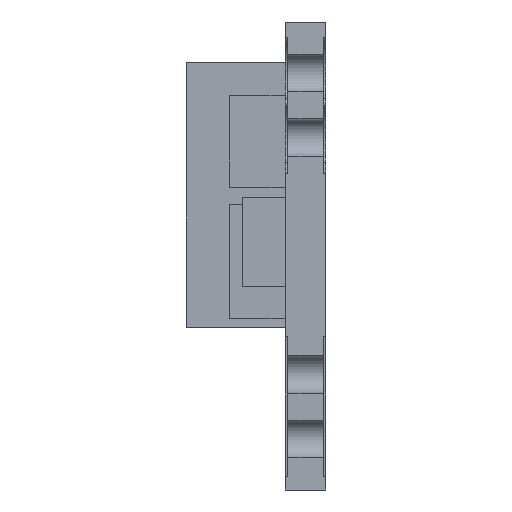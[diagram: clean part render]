
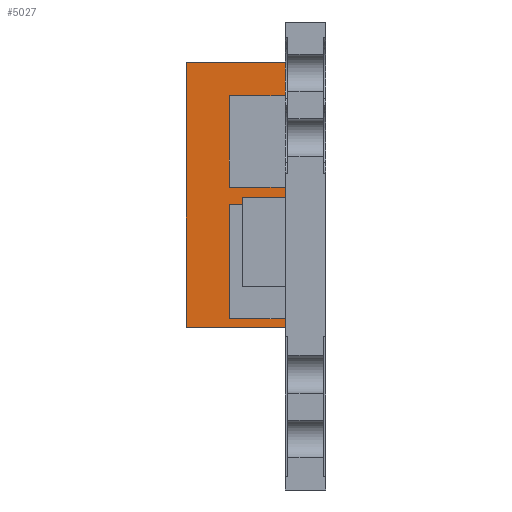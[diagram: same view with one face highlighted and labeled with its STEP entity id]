
A CAD part, left-side view. The second image highlights one B-rep face of the part: STEP entity #5027.
In plain terms, the highlighted planar face has unit normal (-1, 0, 0).
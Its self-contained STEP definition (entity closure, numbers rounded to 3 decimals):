
#566 = CARTESIAN_POINT ( 'NONE',  ( -0.35, 5.5, 0. ) ) ;
#763 = CARTESIAN_POINT ( 'NONE',  ( -0.35, 1.6, 0. ) ) ;
#813 = DIRECTION ( 'NONE',  ( 0., -1., 0. ) ) ;
#841 = CARTESIAN_POINT ( 'NONE',  ( -0.35, 5.5, -2.8 ) ) ;
#905 = ORIENTED_EDGE ( 'NONE', *, *, #2761, .T. ) ;
#972 = DIRECTION ( 'NONE',  ( 0., 0., -1. ) ) ;
#997 = ORIENTED_EDGE ( 'NONE', *, *, #3121, .F. ) ;
#1013 = EDGE_LOOP ( 'NONE', ( #905, #997, #1125, #4175 ) ) ;
#1042 = CARTESIAN_POINT ( 'NONE',  ( -0.35, 5.5, -2.8 ) ) ;
#1125 = ORIENTED_EDGE ( 'NONE', *, *, #3968, .F. ) ;
#1320 = DIRECTION ( 'NONE',  ( 0., -1., 0. ) ) ;
#1327 = CARTESIAN_POINT ( 'NONE',  ( -0.35, 5.5, 7.6 ) ) ;
#1353 = DIRECTION ( 'NONE',  ( 0., 0., 1. ) ) ;
#1366 = CARTESIAN_POINT ( 'NONE',  ( -0.35, 1.6, 7.6 ) ) ;
#1372 = CARTESIAN_POINT ( 'NONE',  ( -0.35, 5.5, 0. ) ) ;
#1603 = VECTOR ( 'NONE', #813, 1000. ) ;
#1672 = VECTOR ( 'NONE', #2377, 1000. ) ;
#2377 = DIRECTION ( 'NONE',  ( 0., 0., 1. ) ) ;
#2761 = EDGE_CURVE ( 'NONE', #3081, #3600, #4425, .T. ) ;
#2856 = LINE ( 'NONE', #841, #1603 ) ;
#2866 = VERTEX_POINT ( 'NONE', #1327 ) ;
#2881 = CARTESIAN_POINT ( 'NONE',  ( -0.35, 5.5, 7.6 ) ) ;
#2904 = DIRECTION ( 'NONE',  ( 1., 0., 0. ) ) ;
#2906 = LINE ( 'NONE', #566, #3223 ) ;
#2951 = FACE_OUTER_BOUND ( 'NONE', #1013, .T. ) ;
#2952 = VERTEX_POINT ( 'NONE', #1042 ) ;
#3081 = VERTEX_POINT ( 'NONE', #5158 ) ;
#3121 = EDGE_CURVE ( 'NONE', #2866, #3600, #4081, .T. ) ;
#3223 = VECTOR ( 'NONE', #1353, 1000. ) ;
#3600 = VERTEX_POINT ( 'NONE', #1366 ) ;
#3639 = VECTOR ( 'NONE', #1320, 1000. ) ;
#3719 = PLANE ( 'NONE',  #5262 ) ;
#3968 = EDGE_CURVE ( 'NONE', #2952, #2866, #2906, .T. ) ;
#4081 = LINE ( 'NONE', #2881, #3639 ) ;
#4175 = ORIENTED_EDGE ( 'NONE', *, *, #4393, .T. ) ;
#4393 = EDGE_CURVE ( 'NONE', #2952, #3081, #2856, .T. ) ;
#4425 = LINE ( 'NONE', #763, #1672 ) ;
#5027 = ADVANCED_FACE ( 'NONE', ( #2951 ), #3719, .F. ) ;
#5158 = CARTESIAN_POINT ( 'NONE',  ( -0.35, 1.6, -2.8 ) ) ;
#5262 = AXIS2_PLACEMENT_3D ( 'NONE', #1372, #2904, #972 ) ;
